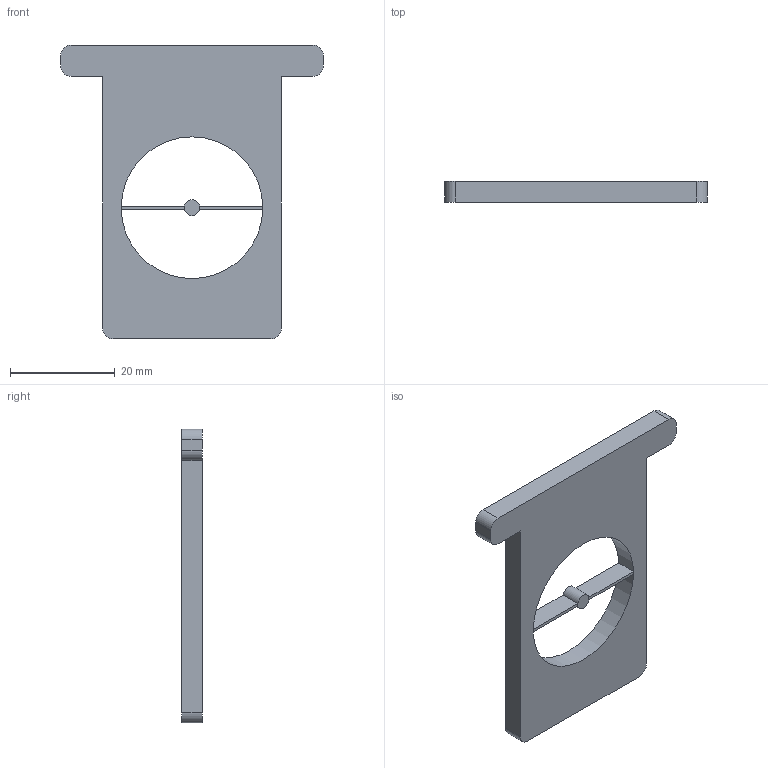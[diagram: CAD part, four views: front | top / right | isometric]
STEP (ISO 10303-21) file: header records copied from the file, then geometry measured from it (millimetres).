
FILE_DESCRIPTION(/* description */ (''),/* implementation_level */ '2;1');
FILE_NAME(/* name */ '00_Slider_Mask_Darkfield.ipt.step',/* time_stamp */ '2022-11-29T07:50:28+01:00',/* author */ ('diederichbenedict'),/* organization */ (''),/* preprocessor_version */ 'ST-DEVELOPER v18.1',/* originating_system */ 'Autodesk Inventor 2022',/* authorisation */ '');
FILE_SCHEMA (('AUTOMOTIVE_DESIGN { 1 0 10303 214 3 1 1 }'));
Length unit declared in the file: millimetre
Products named in the file (1): 00_Slider_Mask_Darkfield
Bounding box: 50 x 4 x 56 mm (x, y, z)
Volume: 5728.8 mm3; surface area: 4459.4 mm2
Topology: 4 solids, 4 shells, 184 faces, 486 edges, 324 vertices
Faces by surface type: plane 112, bspline 56, cylinder 16
Entity records: 5980 total; most frequent: CARTESIAN_POINT 1723, ORIENTED_EDGE 972, DIRECTION 664, EDGE_CURVE 486, LINE 342, VECTOR 342, VERTEX_POINT 324, EDGE_LOOP 200
